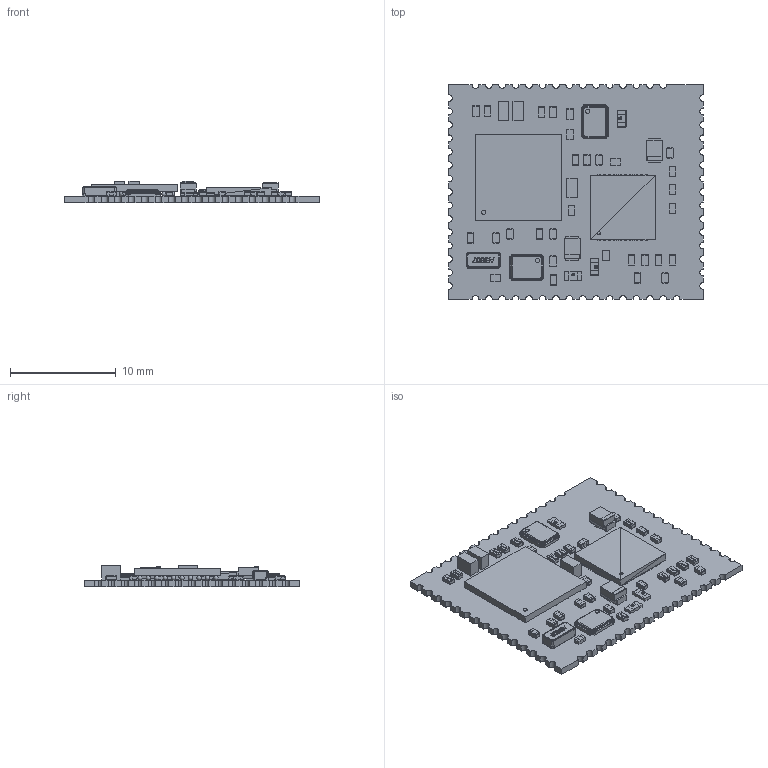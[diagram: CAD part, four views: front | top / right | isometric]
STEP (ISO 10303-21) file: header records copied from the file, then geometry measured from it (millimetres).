
FILE_DESCRIPTION(('Open CASCADE Model'),'2;1');
FILE_NAME('Open CASCADE Shape Model','2020-06-05T13:27:36',('Author'),( 'Open CASCADE'),'Open CASCADE STEP processor 6.8','Open CASCADE 6.8' ,'Unknown');
FILE_SCHEMA(('AUTOMOTIVE_DESIGN { 1 0 10303 214 1 1 1 1 }'));
Length unit declared in the file: millimetre
Products named in the file (69): PCB; Board; Open CASCADE STEP translator 6.8 9.1.1; Open CASCADE STEP translator 6.8 9.1.1.1; C13; TLJN_AVX; 5206572496; Extruded; C8; U1; TFBGA100; R14; R0402; 6331739536; R13; R12; R11; R10; R9; R8; R7; R6; 0603_SMD_Resistor; R5; R4; R3; R2; R1; Q2; ABS07; ABS07_Body_2; ABS07_Body2_2; ABS07_Beschriftung_2; ABS07_Pads_2; Q1; Crystal_3225; OSC1; Crystal-3225; IC1; 7012435904 ...
Assembly tree (132 placements, depth 4):
  PCB
    Board
      Open CASCADE STEP translator 6.8 9.1.1
        Open CASCADE STEP translator 6.8 9.1.1.1
    C13
      TLJN_AVX
      5206572496
        Extruded
    C8
      TLJN_AVX
      5206572496
        Extruded
    U1
      TFBGA100
    R14
      R0402
      6331739536
        Extruded
    R13
      R0402
      6331739536
        Extruded
    R12
      R0402
      6331739536
        Extruded
    R11
      R0402
      6331739536
        Extruded
    R10
      R0402
      6331739536
        Extruded
    R9
      R0402
      6331739536
        Extruded
    R8
      R0402
      6331739536
        Extruded
    R7
      R0402
      6331739536
        Extruded
    R6
      0603_SMD_Resistor
    R5
      R0402
      6331739536
        Extruded
    R4
      R0402
      6331739536
        Extruded
    R3
      R0402
      6331739536
        Extruded
Bounding box: 24.13 x 20.32 x 2.02 mm (x, y, z)
Volume: 345.3 mm3; surface area: 1904.1 mm2
Topology: 223 solids, 1027 shells, 7474 faces, 18007 edges, 11180 vertices
Faces by surface type: plane 2693, cylinder 2254, bspline 1461, sphere 813, revolution 136, torus 117
Full cylindrical faces by diameter (mm): 0.408 x1
Entity records: 93686 total; most frequent: CARTESIAN_POINT 21834, DIRECTION 10354, ORIENTED_EDGE 9516, EDGE_CURVE 5970, VERTEX_POINT 4744, LINE 4518, VECTOR 4518, AXIS2_PLACEMENT_3D 2914
